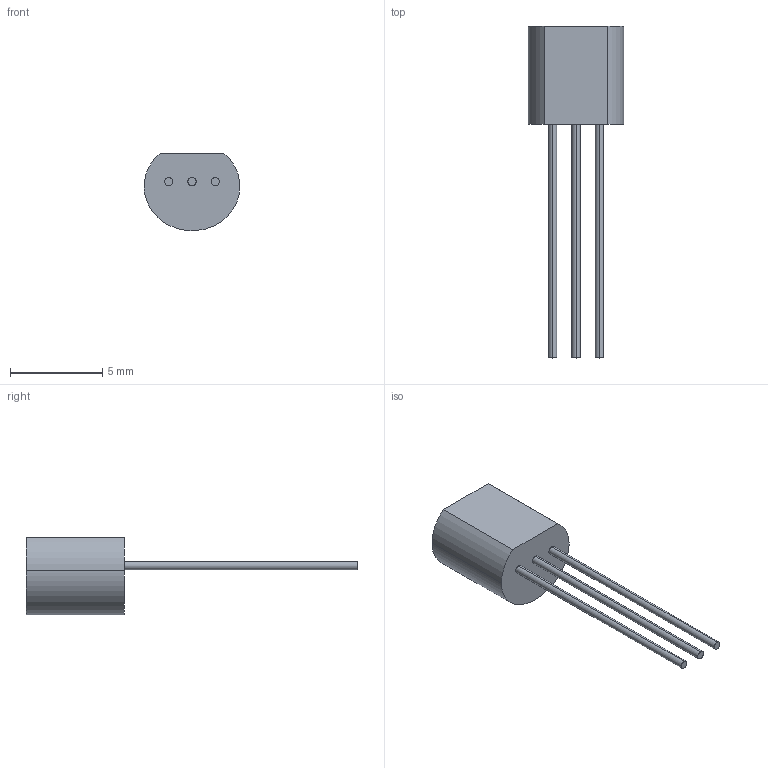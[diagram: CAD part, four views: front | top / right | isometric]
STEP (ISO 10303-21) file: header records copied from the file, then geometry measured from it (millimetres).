
FILE_DESCRIPTION (( 'STEP AP214' ), '1' );
FILE_NAME ('2N3906.STEP', '2023-06-23T07:26:32', ( '' ), ( '' ), 'SwSTEP 2.0', 'SolidWorks 2021', '' );
FILE_SCHEMA (( 'AUTOMOTIVE_DESIGN' ));
Length unit declared in the file: millimetre
Products named in the file (1): 2N3906
Bounding box: 5.2 x 18.03 x 4.19 mm (x, y, z)
Volume: 102.9 mm3; surface area: 172.9 mm2
Topology: 4 solids, 4 shells, 18 faces, 30 edges, 20 vertices
Faces by surface type: plane 9, cylinder 6, bspline 3
Entity records: 496 total; most frequent: CARTESIAN_POINT 108, DIRECTION 68, ORIENTED_EDGE 60, EDGE_CURVE 30, AXIS2_PLACEMENT_3D 28, VERTEX_POINT 20, EDGE_LOOP 18, FACE_OUTER_BOUND 18
